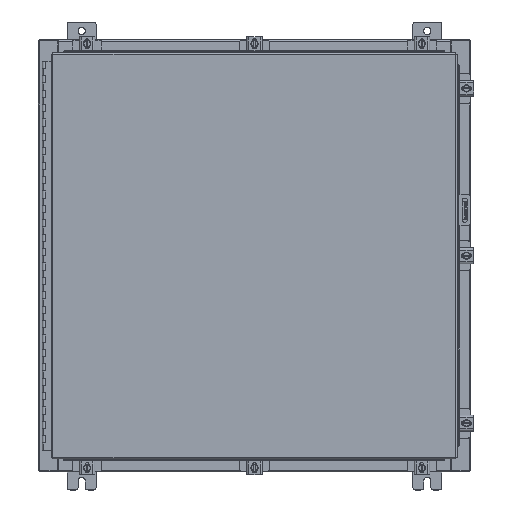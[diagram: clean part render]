
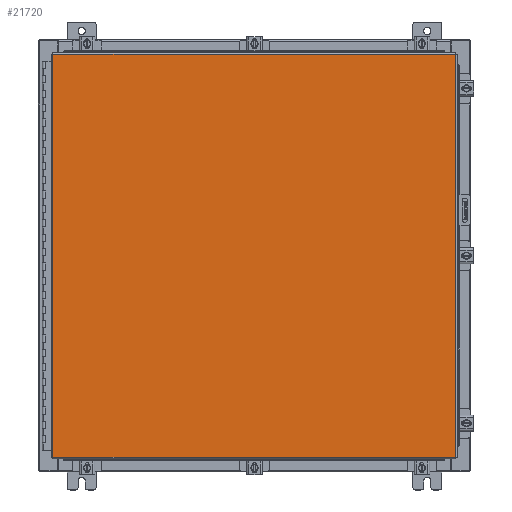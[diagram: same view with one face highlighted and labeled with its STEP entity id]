
A CAD part, top view. The second image highlights one B-rep face of the part: STEP entity #21720.
In plain terms, the highlighted planar face has unit normal (0, 0, 1).
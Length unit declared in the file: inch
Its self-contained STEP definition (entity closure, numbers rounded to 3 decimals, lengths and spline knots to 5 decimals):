
#377 = VERTEX_POINT ( 'NONE', #14024 ) ;
#588 = CARTESIAN_POINT ( 'NONE',  ( 13.9903, -14.0063, 0. ) ) ;
#1706 = VERTEX_POINT ( 'NONE', #24731 ) ;
#3234 = FACE_OUTER_BOUND ( 'NONE', #13246, .T. ) ;
#7734 = PLANE ( 'NONE',  #15338 ) ;
#7995 = VECTOR ( 'NONE', #12448, 39.37008 ) ;
#8847 = ORIENTED_EDGE ( 'NONE', *, *, #10173, .T. ) ;
#10173 = EDGE_CURVE ( 'NONE', #377, #17355, #31718, .T. ) ;
#11064 = ORIENTED_EDGE ( 'NONE', *, *, #26120, .T. ) ;
#11850 = DIRECTION ( 'NONE',  ( -1., 0., 0. ) ) ;
#12448 = DIRECTION ( 'NONE',  ( 0., 1., 0. ) ) ;
#13246 = EDGE_LOOP ( 'NONE', ( #26104, #11064, #8847, #18014 ) ) ;
#14024 = CARTESIAN_POINT ( 'NONE',  ( 13.9903, 14.0063, 0. ) ) ;
#15338 = AXIS2_PLACEMENT_3D ( 'NONE', #34565, #16743, #37541 ) ;
#16743 = DIRECTION ( 'NONE',  ( 0., 0., -1. ) ) ;
#17355 = VERTEX_POINT ( 'NONE', #30568 ) ;
#18014 = ORIENTED_EDGE ( 'NONE', *, *, #32938, .T. ) ;
#20895 = LINE ( 'NONE', #27067, #35774 ) ;
#21720 = ADVANCED_FACE ( 'NONE', ( #3234 ), #7734, .F. ) ;
#22886 = VECTOR ( 'NONE', #11850, 39.37008 ) ;
#22989 = CARTESIAN_POINT ( 'NONE',  ( -13.9903, -14.0063, 0. ) ) ;
#24468 = CARTESIAN_POINT ( 'NONE',  ( -13.9903, 14.0063, 0. ) ) ;
#24731 = CARTESIAN_POINT ( 'NONE',  ( 13.9903, -14.0063, 0. ) ) ;
#26104 = ORIENTED_EDGE ( 'NONE', *, *, #38007, .T. ) ;
#26120 = EDGE_CURVE ( 'NONE', #1706, #377, #31765, .T. ) ;
#27067 = CARTESIAN_POINT ( 'NONE',  ( -13.9903, -14.0063, 0. ) ) ;
#27455 = DIRECTION ( 'NONE',  ( 0., -1., 0. ) ) ;
#30028 = DIRECTION ( 'NONE',  ( 1., 0., 0. ) ) ;
#30456 = LINE ( 'NONE', #24468, #37431 ) ;
#30568 = CARTESIAN_POINT ( 'NONE',  ( -13.9903, 14.0063, 0. ) ) ;
#31718 = LINE ( 'NONE', #32571, #22886 ) ;
#31765 = LINE ( 'NONE', #588, #7995 ) ;
#32571 = CARTESIAN_POINT ( 'NONE',  ( 13.9903, 14.0063, 0. ) ) ;
#32938 = EDGE_CURVE ( 'NONE', #17355, #34932, #30456, .T. ) ;
#34565 = CARTESIAN_POINT ( 'NONE',  ( 0., 0., 0. ) ) ;
#34932 = VERTEX_POINT ( 'NONE', #22989 ) ;
#35774 = VECTOR ( 'NONE', #30028, 39.37008 ) ;
#37431 = VECTOR ( 'NONE', #27455, 39.37008 ) ;
#37541 = DIRECTION ( 'NONE',  ( -1., 0., 0. ) ) ;
#38007 = EDGE_CURVE ( 'NONE', #34932, #1706, #20895, .T. ) ;
